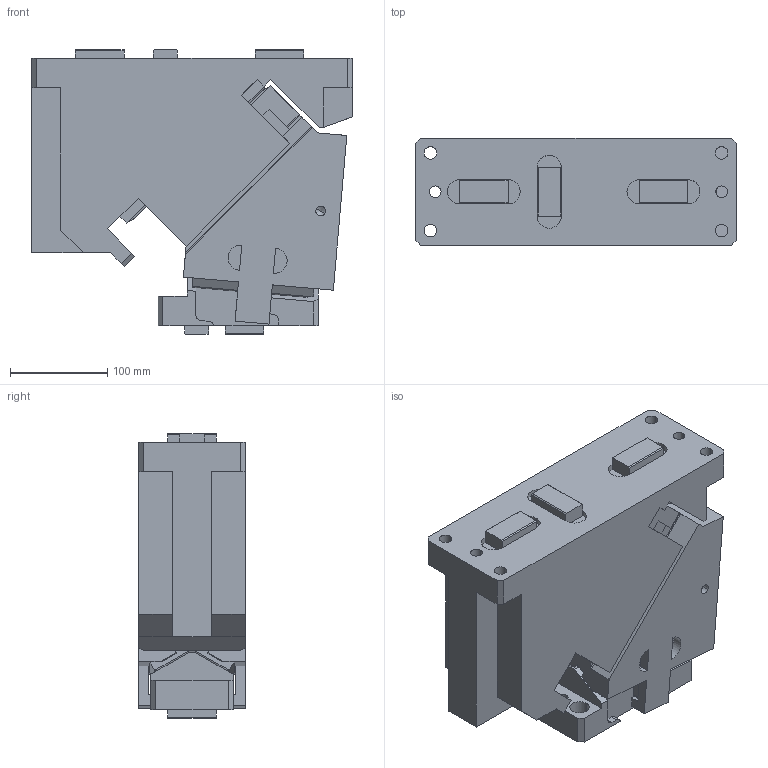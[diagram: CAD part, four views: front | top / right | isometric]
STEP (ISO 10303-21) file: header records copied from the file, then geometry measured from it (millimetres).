
FILE_DESCRIPTION(('CATIA V5 STEP Exchange'),'2;1');
FILE_NAME('CACV_110_05.stp','2015-04-24T14:10:21+00:00',('none'),('none'),'CATIA Version 5 Release 19 SP 2 (IN-10)','CATIA V5 STEP AP203','none');
FILE_SCHEMA(('CONFIG_CONTROL_DESIGN'));
Length unit declared in the file: millimetre
Products named in the file (1): CACV_110_05
Bounding box: 330 x 110 x 293 mm (x, y, z)
Volume: 7095161.1 mm3; surface area: 495662.5 mm2
Topology: 3 solids, 7 shells, 392 faces, 1067 edges, 697 vertices
Faces by surface type: plane 251, cylinder 127, cone 14
Entity records: 13096 total; most frequent: CARTESIAN_POINT 3570, ORIENTED_EDGE 2106, DIRECTION 1644, EDGE_CURVE 1053, VECTOR 803, LINE 803, VERTEX_POINT 697, AXIS2_PLACEMENT_3D 495
